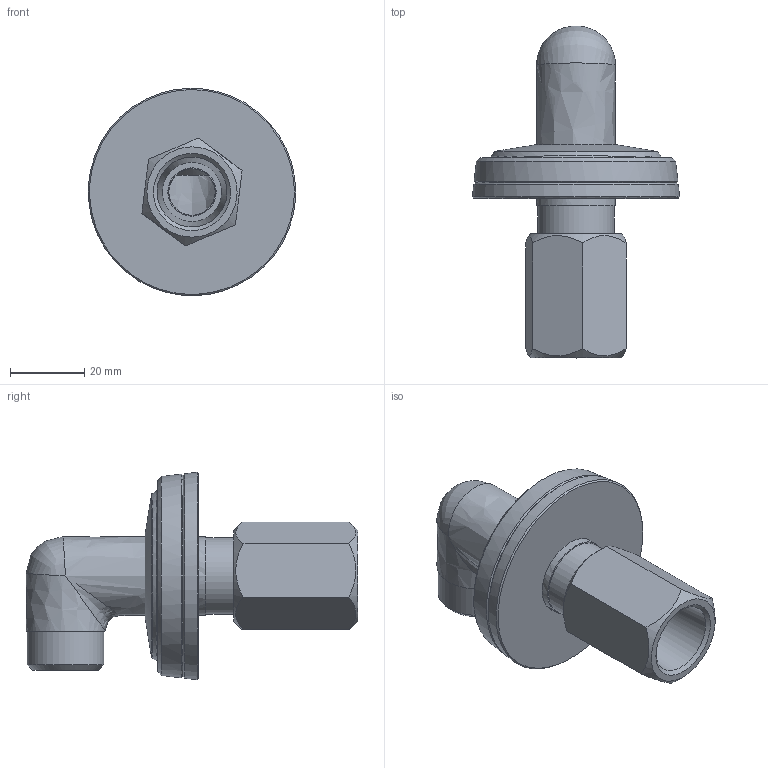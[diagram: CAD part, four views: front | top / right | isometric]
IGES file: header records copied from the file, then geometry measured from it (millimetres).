
Global section: file name: T164-A; native system: Autodesk Inventor 2020; preprocessor: unknown; author: rclarke; date: 20200521.144743; units: millimetre
Bounding box: 55.91 x 89.49 x 55.88 mm (x, y, z)
Volume: 48493.5 mm3; surface area: 22836.5 mm2
Topology: 5 solids, 5 shells, 63 faces, 155 edges, 102 vertices
Faces by surface type: bspline 63
